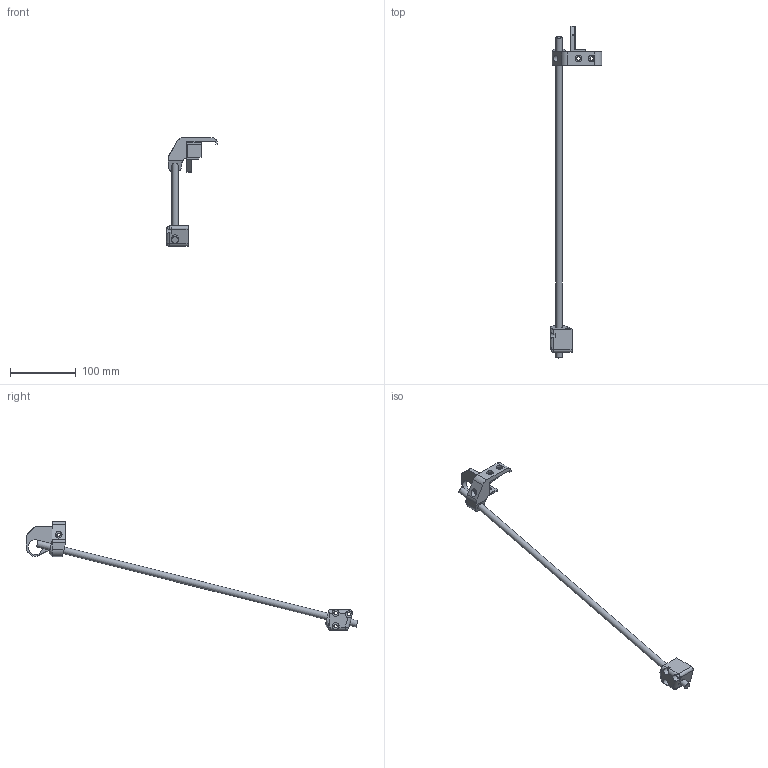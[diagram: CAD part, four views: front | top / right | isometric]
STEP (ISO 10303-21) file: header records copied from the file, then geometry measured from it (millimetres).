
FILE_DESCRIPTION(/* description */ (''),/* implementation_level */ '2;1');
FILE_NAME(/* name */ 'Z Braces.step',/* time_stamp */ '2022-04-26T07:17:29+02:00',/* author */ (''),/* organization */ (''),/* preprocessor_version */ 'ST-DEVELOPER v18.1',/* originating_system */ 'Autodesk Translation Framework v10.14.0.1471',/* authorisation */ '');
FILE_SCHEMA (('AUTOMOTIVE_DESIGN { 1 0 10303 214 3 1 1 }'));
Length unit declared in the file: millimetre
Products named in the file (3): Z Braces; Top Right; Bottom Right
Assembly tree (2 placements, depth 2):
  Z Braces
    Top Right
    Bottom Right
Bounding box: 78 x 503.24 x 165 mm (x, y, z)
Volume: 103459 mm3; surface area: 39868.4 mm2
Topology: 4 solids, 4 shells, 135 faces, 339 edges, 214 vertices
Faces by surface type: plane 84, cylinder 33, bspline 13, cone 4, sphere 1
Full cylindrical faces by diameter (mm): 5.2 x9, 9.85 x1, 10 x2, 10.05 x2, 10.3 x2, 22.2 x1
Entity records: 4637 total; most frequent: CARTESIAN_POINT 1297, ORIENTED_EDGE 678, DIRECTION 644, EDGE_CURVE 339, LINE 230, VECTOR 230, VERTEX_POINT 214, AXIS2_PLACEMENT_3D 207
